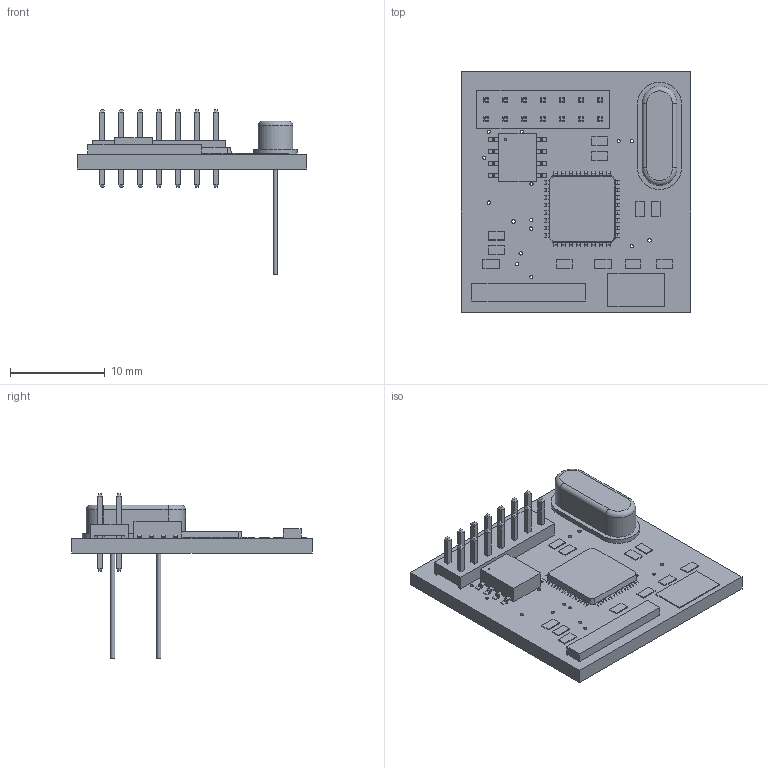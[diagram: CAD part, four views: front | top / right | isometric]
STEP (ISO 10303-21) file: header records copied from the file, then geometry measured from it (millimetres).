
FILE_DESCRIPTION(/* description */ (''),/* implementation_level */ '2;1');
FILE_NAME(/* name */ '433ee142-2034-4ee1-adb5-9d4fa297e193.stp',/* time_stamp */ '2022-11-12T18:55:24Z',/* author */ (''),/* organization */ (''),/* preprocessor_version */ 'ST-DEVELOPER v19.2',/* originating_system */ 'Autodesk Translation Framework v11.17.0.187',/* authorisation */ '');
FILE_SCHEMA (('AUTOMOTIVE_DESIGN { 1 0 10303 214 3 1 1 }'));
Length unit declared in the file: millimetre
Products named in the file (15): 433ee142-2034-4ee1-adb5-9d4fa297e193; PCB Component; Board; STM32F042K6T6; 30k; 18pF; Orange; MOMENTARY-SWITCH-SPST-SMD-6.0X3.5MM; 3V3 -SWCLK-GND-SWDIO- NRST; DATACONV->BACKPLANE; TMM-107-01-T-D_pins2; TMM-107-01-T-D_pins1; TMM-107-01-T-D_body; MAX3058ASA+; ECS-80-18-4X
Assembly tree (31 placements, depth 4):
  433ee142-2034-4ee1-adb5-9d4fa297e193
    PCB Component
      Board
      STM32F042K6T6
      30k  x10
      18pF  x8
      Orange  x2
      MOMENTARY-SWITCH-SPST-SMD-6.0X3.5MM
      3V3 -SWCLK-GND-SWDIO- NRST
      DATACONV->BACKPLANE
        TMM-107-01-T-D_pins2
        TMM-107-01-T-D_pins1
        TMM-107-01-T-D_body
      MAX3058ASA+
      ECS-80-18-4X
Bounding box: 24.26 x 25.4 x 17.4 mm (x, y, z)
Volume: 1324 mm3; surface area: 2745.3 mm2
Topology: 72 solids, 72 shells, 1124 faces, 2749 edges, 1794 vertices
Faces by surface type: plane 909, cylinder 213, torus 2
Full cylindrical faces by diameter (mm): 0.199 x1, 0.35 x23, 0.43 x2, 0.63 x2, 0.89 x14, 1.016 x5
Entity records: 31490 total; most frequent: CARTESIAN_POINT 5271, DIRECTION 5109, ORIENTED_EDGE 5090, EDGE_CURVE 2545, LINE 2117, VECTOR 2117, VERTEX_POINT 1658, AXIS2_PLACEMENT_3D 1496
